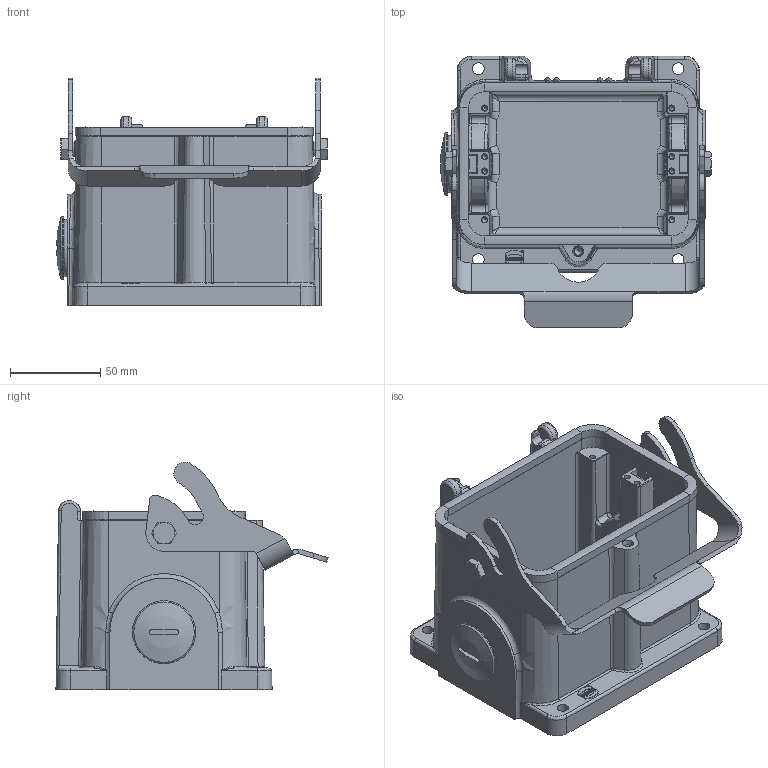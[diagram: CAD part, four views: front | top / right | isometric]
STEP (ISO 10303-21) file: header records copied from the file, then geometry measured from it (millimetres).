
FILE_DESCRIPTION(/* description */ (''),/* implementation_level */ '2;1');
FILE_NAME(/* name */ '100199292ugm000_c.stp',/* time_stamp */ '2017-11-06T08:31:10+01:00',/* author */ (''),/* organization */ (''),/* preprocessor_version */ 'ST-DEVELOPER v16',/* originating_system */ 'SIEMENS PLM Software NX 10.0',/* authorisation */ '');
FILE_SCHEMA (('AUTOMOTIVE_DESIGN { 1 0 10303 214 3 1 1 1 }'));
Products named in the file (1): 100199292ugm000_c
Bounding box: 150.49 x 151.08 x 126.36 mm (x, y, z)
Volume: 456960.2 mm3; surface area: 147931.9 mm2
Topology: 1 solids, 1 shells, 854 faces, 2859 edges, 2649 vertices
Faces by surface type: plane 384, cylinder 212, bspline 104, cone 101, torus 50, sphere 3
Full cylindrical faces by diameter (mm): 3 x8, 4.47 x1, 4.8 x2, 6 x2, 8 x2, 25 x1, 28 x2, 30.6 x1, 32 x2, 35 x1
Entity records: 46542 total; most frequent: CARTESIAN_POINT 20379, ORIENTED_EDGE 4200, DIRECTION 4174, EDGE_CURVE 2100, AXIS2_PLACEMENT_3D 1435, VERTEX_POINT 1349, LINE 1304, VECTOR 1304
